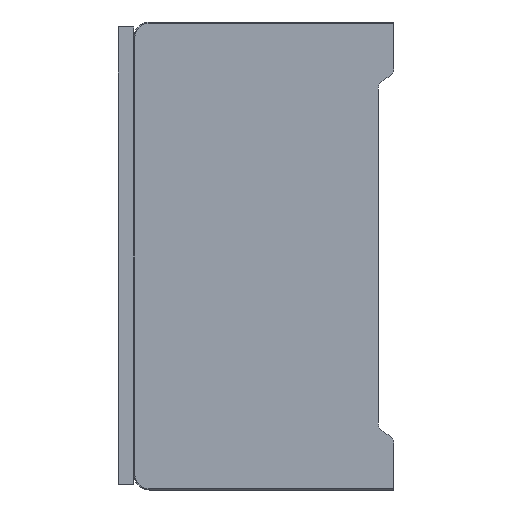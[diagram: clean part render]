
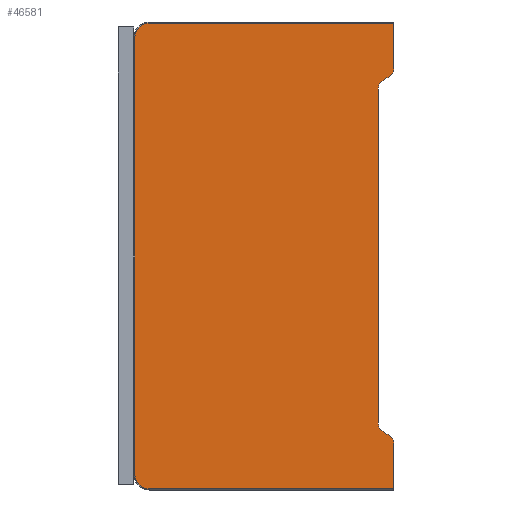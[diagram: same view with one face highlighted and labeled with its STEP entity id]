
A CAD part, left-side view. The second image highlights one B-rep face of the part: STEP entity #46581.
In plain terms, the highlighted planar face has unit normal (-1, 0, 0).
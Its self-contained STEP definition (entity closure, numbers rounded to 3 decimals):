
#5343=DIRECTION('',(0.,0.,-1.));
#5344=VECTOR('',#5343,84.);
#5345=CARTESIAN_POINT('',(0.,49.8,
-3.));
#5346=LINE('',#5345,#5344);
#5362=DIRECTION('',(0.,1.,0.));
#5363=VECTOR('',#5362,47.);
#5364=CARTESIAN_POINT('',(0.,0.,-0.2));
#5365=LINE('',#5364,#5363);
#5383=DIRECTION('',(0.,0.,1.));
#5384=VECTOR('',#5383,8.8);
#5385=CARTESIAN_POINT('',(0.,0.,-9.));
#5386=LINE('',#5385,#5384);
#6688=DIRECTION('',(0.,0.,1.));
#6689=VECTOR('',#6688,8.8);
#6690=CARTESIAN_POINT('',(0.,0.,-89.8));
#6691=LINE('',#6690,#6689);
#6728=DIRECTION('',(0.,0.,1.));
#6729=VECTOR('',#6728,64.226);
#6730=CARTESIAN_POINT('',(0.,3.,-77.113));
#6731=LINE('',#6730,#6729);
#6896=DIRECTION('',(0.,-0.866,-0.5));
#6897=VECTOR('',#6896,1.309);
#6898=CARTESIAN_POINT('',(0.,2.,
-78.845));
#6899=LINE('',#6898,#6897);
#6900=CARTESIAN_POINT('',(0.,1.732,-81.));
#6901=DIRECTION('',(1.,0.,0.));
#6902=DIRECTION('',(0.,-0.5,0.866));
#6903=AXIS2_PLACEMENT_3D('',#6900,#6901,#6902);
#6905=CARTESIAN_POINT('',(0.,47.,-87.));
#6906=DIRECTION('',(1.,0.,0.));
#6907=DIRECTION('',(0.,0.,-1.));
#6908=AXIS2_PLACEMENT_3D('',#6905,#6906,#6907);
#6910=CARTESIAN_POINT('',(0.,47.,-3.));
#6911=DIRECTION('',(1.,0.,0.));
#6912=DIRECTION('',(0.,1.,0.));
#6913=AXIS2_PLACEMENT_3D('',#6910,#6911,#6912);
#6915=CARTESIAN_POINT('',(0.,1.732,-9.));
#6916=DIRECTION('',(1.,0.,0.));
#6917=DIRECTION('',(0.,-1.,0.));
#6918=AXIS2_PLACEMENT_3D('',#6915,#6916,#6917);
#6920=DIRECTION('',(0.,0.866,-0.5));
#6921=VECTOR('',#6920,1.309);
#6922=CARTESIAN_POINT('',(0.,0.866,-10.5));
#6923=LINE('',#6922,#6921);
#6924=CARTESIAN_POINT('',(0.,1.,-12.887));
#6925=DIRECTION('',(-1.,0.,0.));
#6926=DIRECTION('',(0.,0.5,0.866));
#6927=AXIS2_PLACEMENT_3D('',#6924,#6925,#6926);
#6929=CARTESIAN_POINT('',(0.,1.,-77.113));
#6930=DIRECTION('',(-1.,0.,0.));
#6931=DIRECTION('',(0.,1.,0.));
#6932=AXIS2_PLACEMENT_3D('',#6929,#6930,#6931);
#6938=DIRECTION('',(0.,-1.,0.));
#6939=VECTOR('',#6938,47.);
#6940=CARTESIAN_POINT('',(0.,47.,
-89.8));
#6941=LINE('',#6940,#6939);
#32956=CARTESIAN_POINT('',(0.,0.,-81.));
#32958=VERTEX_POINT('',#32956);
#32963=CARTESIAN_POINT('',(0.,0.,-89.8));
#32964=VERTEX_POINT('',#32963);
#32965=CARTESIAN_POINT('',(0.,0.866,-79.5));
#32967=VERTEX_POINT('',#32965);
#32972=CARTESIAN_POINT('',(0.,2.,
-78.845));
#32974=VERTEX_POINT('',#32972);
#32977=CARTESIAN_POINT('',(0.,3.,-77.113));
#32979=VERTEX_POINT('',#32977);
#32984=CARTESIAN_POINT('',(0.,3.,-12.887));
#32986=VERTEX_POINT('',#32984);
#33005=CARTESIAN_POINT('',(0.,2.,
-11.155));
#33007=VERTEX_POINT('',#33005);
#33012=CARTESIAN_POINT('',(0.,0.866,-10.5));
#33014=VERTEX_POINT('',#33012);
#33017=CARTESIAN_POINT('',(0.,0.,-9.));
#33019=VERTEX_POINT('',#33017);
#33029=CARTESIAN_POINT('',(0.,0.,-0.2));
#33030=VERTEX_POINT('',#33029);
#38179=CARTESIAN_POINT('',(0.,47.,-0.2));
#38180=VERTEX_POINT('',#38179);
#38181=CARTESIAN_POINT('',(0.,49.8,
-3.));
#38182=VERTEX_POINT('',#38181);
#38183=CARTESIAN_POINT('',(0.,47.,
-89.8));
#38184=VERTEX_POINT('',#38183);
#38185=CARTESIAN_POINT('',(0.,49.8,
-87.));
#38186=VERTEX_POINT('',#38185);
#46559=CARTESIAN_POINT('',(0.,24.9,-45.));
#46560=DIRECTION('',(1.,0.,0.));
#46561=DIRECTION('',(0.,0.,1.));
#46562=AXIS2_PLACEMENT_3D('',#46559,#46560,#46561);
#46563=PLANE('',#46562);
#46564=ORIENTED_EDGE('',*,*,#46351,.T.);
#46565=ORIENTED_EDGE('',*,*,#46333,.T.);
#46566=ORIENTED_EDGE('',*,*,#46315,.F.);
#46568=ORIENTED_EDGE('',*,*,#46567,.F.);
#46569=ORIENTED_EDGE('',*,*,#44947,.T.);
#46570=ORIENTED_EDGE('',*,*,#44962,.F.);
#46571=ORIENTED_EDGE('',*,*,#44976,.T.);
#46572=ORIENTED_EDGE('',*,*,#44989,.F.);
#46573=ORIENTED_EDGE('',*,*,#45012,.F.);
#46574=ORIENTED_EDGE('',*,*,#46463,.T.);
#46575=ORIENTED_EDGE('',*,*,#46447,.T.);
#46576=ORIENTED_EDGE('',*,*,#46429,.T.);
#46577=ORIENTED_EDGE('',*,*,#46387,.F.);
#46578=ORIENTED_EDGE('',*,*,#46369,.T.);
#46579=EDGE_LOOP('',(#46564,#46565,#46566,#46568,#46569,#46570,#46571,#46572,
#46573,#46574,#46575,#46576,#46577,#46578));
#46580=FACE_OUTER_BOUND('',#46579,.F.);
#6904=CIRCLE('',#6903,1.732);
#6909=CIRCLE('',#6908,2.8);
#6914=CIRCLE('',#6913,2.8);
#6919=CIRCLE('',#6918,1.732);
#6928=CIRCLE('',#6927,2.);
#6933=CIRCLE('',#6932,2.);
#44947=EDGE_CURVE('',#38184,#38186,#6909,.T.);
#44962=EDGE_CURVE('',#38182,#38186,#5346,.T.);
#44976=EDGE_CURVE('',#38182,#38180,#6914,.T.);
#44989=EDGE_CURVE('',#33030,#38180,#5365,.T.);
#45012=EDGE_CURVE('',#33019,#33030,#5386,.T.);
#46315=EDGE_CURVE('',#32964,#32958,#6691,.T.);
#46333=EDGE_CURVE('',#32967,#32958,#6904,.T.);
#46351=EDGE_CURVE('',#32974,#32967,#6899,.T.);
#46369=EDGE_CURVE('',#32979,#32974,#6933,.T.);
#46387=EDGE_CURVE('',#32979,#32986,#6731,.T.);
#46429=EDGE_CURVE('',#33007,#32986,#6928,.T.);
#46447=EDGE_CURVE('',#33014,#33007,#6923,.T.);
#46463=EDGE_CURVE('',#33019,#33014,#6919,.T.);
#46567=EDGE_CURVE('',#38184,#32964,#6941,.T.);
#46581=ADVANCED_FACE('',(#46580),#46563,.F.);
